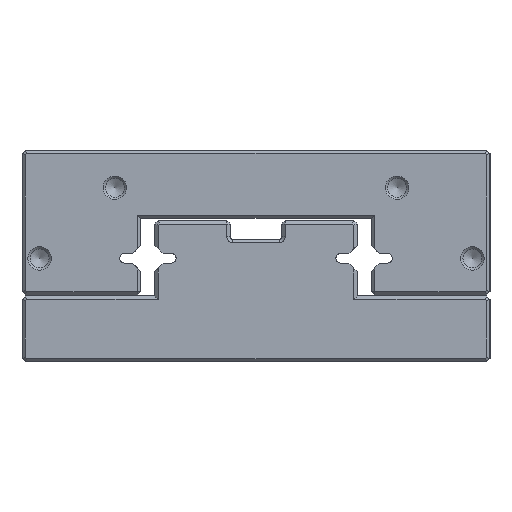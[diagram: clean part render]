
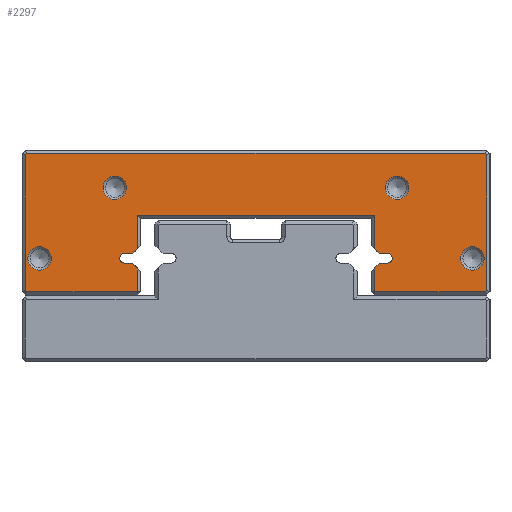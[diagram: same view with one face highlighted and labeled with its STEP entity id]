
A CAD part, left-side view. The second image highlights one B-rep face of the part: STEP entity #2297.
In plain terms, the highlighted planar face has unit normal (-1, 0, 0).
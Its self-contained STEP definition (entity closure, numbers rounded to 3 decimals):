
#1067=FACE_BOUND('',#4721,.T.);
#1068=FACE_BOUND('',#4722,.T.);
#1069=FACE_BOUND('',#4723,.T.);
#1070=FACE_BOUND('',#4724,.T.);
#1071=FACE_BOUND('',#4725,.T.);
#1713=CIRCLE('',#15622,1.);
#1734=CIRCLE('',#15651,1.);
#1740=CIRCLE('',#15663,2.5);
#1741=CIRCLE('',#15664,2.5);
#1742=CIRCLE('',#15665,2.5);
#1743=CIRCLE('',#15666,2.5);
#2297=ADVANCED_FACE('',(#1067,#1068,#1069,#1070,#1071),#3128,.T.);
#3128=PLANE('',#15667);
#4721=EDGE_LOOP('',(#7172,#7173,#7174,#7175,#7176,#7177,#7178,#7179,#7180,
#7181,#7182,#7183,#7184,#7185,#7186,#7187,#7188,#7189,#7190,#7191,#7192,
#7193,#7194,#7195));
#4722=EDGE_LOOP('',(#7196));
#4723=EDGE_LOOP('',(#7197));
#4724=EDGE_LOOP('',(#7198));
#4725=EDGE_LOOP('',(#7199));
#7172=ORIENTED_EDGE('',*,*,#11512,.F.);
#7173=ORIENTED_EDGE('',*,*,#11553,.T.);
#7174=ORIENTED_EDGE('',*,*,#11554,.T.);
#7175=ORIENTED_EDGE('',*,*,#11555,.T.);
#7176=ORIENTED_EDGE('',*,*,#11447,.F.);
#7177=ORIENTED_EDGE('',*,*,#11441,.F.);
#7178=ORIENTED_EDGE('',*,*,#11438,.F.);
#7179=ORIENTED_EDGE('',*,*,#11435,.F.);
#7180=ORIENTED_EDGE('',*,*,#11433,.F.);
#7181=ORIENTED_EDGE('',*,*,#11556,.T.);
#7182=ORIENTED_EDGE('',*,*,#11557,.T.);
#7183=ORIENTED_EDGE('',*,*,#11558,.T.);
#7184=ORIENTED_EDGE('',*,*,#11559,.T.);
#7185=ORIENTED_EDGE('',*,*,#11560,.T.);
#7186=ORIENTED_EDGE('',*,*,#11561,.T.);
#7187=ORIENTED_EDGE('',*,*,#11562,.T.);
#7188=ORIENTED_EDGE('',*,*,#11563,.T.);
#7189=ORIENTED_EDGE('',*,*,#11564,.T.);
#7190=ORIENTED_EDGE('',*,*,#11565,.T.);
#7191=ORIENTED_EDGE('',*,*,#11566,.T.);
#7192=ORIENTED_EDGE('',*,*,#11526,.F.);
#7193=ORIENTED_EDGE('',*,*,#11520,.F.);
#7194=ORIENTED_EDGE('',*,*,#11517,.F.);
#7195=ORIENTED_EDGE('',*,*,#11514,.F.);
#7196=ORIENTED_EDGE('',*,*,#11567,.T.);
#7197=ORIENTED_EDGE('',*,*,#11568,.T.);
#7198=ORIENTED_EDGE('',*,*,#11569,.T.);
#7199=ORIENTED_EDGE('',*,*,#11570,.T.);
#9895=VERTEX_POINT('',#22605);
#9896=VERTEX_POINT('',#22607);
#9897=VERTEX_POINT('',#22611);
#9899=VERTEX_POINT('',#22617);
#9901=VERTEX_POINT('',#22623);
#9906=VERTEX_POINT('',#22635);
#9950=VERTEX_POINT('',#22747);
#9951=VERTEX_POINT('',#22749);
#9952=VERTEX_POINT('',#22753);
#9954=VERTEX_POINT('',#22759);
#9956=VERTEX_POINT('',#22765);
#9961=VERTEX_POINT('',#22777);
#9984=VERTEX_POINT('',#22831);
#9985=VERTEX_POINT('',#22833);
#9986=VERTEX_POINT('',#22836);
#9987=VERTEX_POINT('',#22838);
#9988=VERTEX_POINT('',#22840);
#9989=VERTEX_POINT('',#22842);
#9990=VERTEX_POINT('',#22844);
#9991=VERTEX_POINT('',#22846);
#9992=VERTEX_POINT('',#22848);
#9993=VERTEX_POINT('',#22850);
#9994=VERTEX_POINT('',#22852);
#9995=VERTEX_POINT('',#22854);
#9996=VERTEX_POINT('',#22857);
#9997=VERTEX_POINT('',#22859);
#9998=VERTEX_POINT('',#22861);
#9999=VERTEX_POINT('',#22863);
#11433=EDGE_CURVE('',#9895,#9896,#13009,.T.);
#11435=EDGE_CURVE('',#9896,#9897,#13011,.T.);
#11438=EDGE_CURVE('',#9897,#9899,#1713,.T.);
#11441=EDGE_CURVE('',#9899,#9901,#13015,.T.);
#11447=EDGE_CURVE('',#9901,#9906,#13021,.T.);
#11512=EDGE_CURVE('',#9950,#9951,#13067,.T.);
#11514=EDGE_CURVE('',#9951,#9952,#13069,.T.);
#11517=EDGE_CURVE('',#9952,#9954,#1734,.T.);
#11520=EDGE_CURVE('',#9954,#9956,#13073,.T.);
#11526=EDGE_CURVE('',#9956,#9961,#13079,.T.);
#11553=EDGE_CURVE('',#9950,#9984,#13102,.T.);
#11554=EDGE_CURVE('',#9984,#9985,#13103,.T.);
#11555=EDGE_CURVE('',#9985,#9906,#13104,.T.);
#11556=EDGE_CURVE('',#9895,#9986,#13105,.T.);
#11557=EDGE_CURVE('',#9986,#9987,#13106,.T.);
#11558=EDGE_CURVE('',#9987,#9988,#13107,.T.);
#11559=EDGE_CURVE('',#9988,#9989,#13108,.T.);
#11560=EDGE_CURVE('',#9989,#9990,#13109,.T.);
#11561=EDGE_CURVE('',#9990,#9991,#13110,.T.);
#11562=EDGE_CURVE('',#9991,#9992,#13111,.T.);
#11563=EDGE_CURVE('',#9992,#9993,#13112,.T.);
#11564=EDGE_CURVE('',#9993,#9994,#13113,.T.);
#11565=EDGE_CURVE('',#9994,#9995,#13114,.T.);
#11566=EDGE_CURVE('',#9995,#9961,#13115,.T.);
#11567=EDGE_CURVE('',#9996,#9996,#1740,.T.);
#11568=EDGE_CURVE('',#9997,#9997,#1741,.T.);
#11569=EDGE_CURVE('',#9998,#9998,#1742,.T.);
#11570=EDGE_CURVE('',#9999,#9999,#1743,.T.);
#13009=LINE('',#22606,#14273);
#13011=LINE('',#22610,#14275);
#13015=LINE('',#22622,#14279);
#13021=LINE('',#22634,#14285);
#13067=LINE('',#22748,#14331);
#13069=LINE('',#22752,#14333);
#13073=LINE('',#22764,#14337);
#13079=LINE('',#22776,#14343);
#13102=LINE('',#22830,#14366);
#13103=LINE('',#22832,#14367);
#13104=LINE('',#22834,#14368);
#13105=LINE('',#22835,#14369);
#13106=LINE('',#22837,#14370);
#13107=LINE('',#22839,#14371);
#13108=LINE('',#22841,#14372);
#13109=LINE('',#22843,#14373);
#13110=LINE('',#22845,#14374);
#13111=LINE('',#22847,#14375);
#13112=LINE('',#22849,#14376);
#13113=LINE('',#22851,#14377);
#13114=LINE('',#22853,#14378);
#13115=LINE('',#22855,#14379);
#14273=VECTOR('',#18086,1.);
#14275=VECTOR('',#18090,1.);
#14279=VECTOR('',#18102,1.);
#14285=VECTOR('',#18110,1.);
#14331=VECTOR('',#18202,1.);
#14333=VECTOR('',#18206,1.);
#14337=VECTOR('',#18218,1.);
#14343=VECTOR('',#18226,1.);
#14366=VECTOR('',#18265,1.);
#14367=VECTOR('',#18266,1.);
#14368=VECTOR('',#18267,1.);
#14369=VECTOR('',#18268,1.);
#14370=VECTOR('',#18269,1.);
#14371=VECTOR('',#18270,1.);
#14372=VECTOR('',#18271,1.);
#14373=VECTOR('',#18272,1.);
#14374=VECTOR('',#18273,1.);
#14375=VECTOR('',#18274,1.);
#14376=VECTOR('',#18275,1.);
#14377=VECTOR('',#18276,1.);
#14378=VECTOR('',#18277,1.);
#14379=VECTOR('',#18278,1.);
#15622=AXIS2_PLACEMENT_3D('',#22616,#18095,#18096);
#15651=AXIS2_PLACEMENT_3D('',#22758,#18211,#18212);
#15663=AXIS2_PLACEMENT_3D('',#22856,#18279,#18280);
#15664=AXIS2_PLACEMENT_3D('',#22858,#18281,#18282);
#15665=AXIS2_PLACEMENT_3D('',#22860,#18283,#18284);
#15666=AXIS2_PLACEMENT_3D('',#22862,#18285,#18286);
#15667=AXIS2_PLACEMENT_3D('',#22864,#18287,#18288);
#18086=DIRECTION('',(0.,-0.707,0.707));
#18090=DIRECTION('',(0.,-1.,0.));
#18095=DIRECTION('',(-1.,0.,0.));
#18096=DIRECTION('',(0.,0.,-1.));
#18102=DIRECTION('',(0.,1.,0.));
#18110=DIRECTION('',(0.,0.707,0.707));
#18202=DIRECTION('',(0.,0.707,-0.707));
#18206=DIRECTION('',(0.,1.,0.));
#18211=DIRECTION('',(-1.,0.,0.));
#18212=DIRECTION('',(0.,0.,1.));
#18218=DIRECTION('',(0.,-1.,0.));
#18226=DIRECTION('',(0.,-0.707,-0.707));
#18265=DIRECTION('',(0.,0.,1.));
#18266=DIRECTION('',(0.,-1.,0.));
#18267=DIRECTION('',(0.,0.,-1.));
#18268=DIRECTION('',(0.,0.,-1.));
#18269=DIRECTION('',(0.,-1.,0.));
#18270=DIRECTION('',(0.,-0.707,0.707));
#18271=DIRECTION('',(0.,0.,1.));
#18272=DIRECTION('',(0.,0.707,0.707));
#18273=DIRECTION('',(0.,1.,0.));
#18274=DIRECTION('',(0.,0.707,-0.707));
#18275=DIRECTION('',(0.,0.,-1.));
#18276=DIRECTION('',(0.,-0.707,-0.707));
#18277=DIRECTION('',(0.,-1.,0.));
#18278=DIRECTION('',(0.,0.,1.));
#18279=DIRECTION('',(1.,0.,0.));
#18280=DIRECTION('',(0.,0.,-1.));
#18281=DIRECTION('',(1.,0.,0.));
#18282=DIRECTION('',(0.,0.,-1.));
#18283=DIRECTION('',(1.,0.,0.));
#18284=DIRECTION('',(0.,0.,-1.));
#18285=DIRECTION('',(1.,0.,0.));
#18286=DIRECTION('',(0.,0.,-1.));
#18287=DIRECTION('',(-1.,0.,0.));
#18288=DIRECTION('',(0.,0.,1.));
#22605=CARTESIAN_POINT('',(80.,24.55,19.957));
#22606=CARTESIAN_POINT('',(80.,25.25,19.257));
#22607=CARTESIAN_POINT('',(80.,23.507,21.));
#22610=CARTESIAN_POINT('',(80.,23.507,21.));
#22611=CARTESIAN_POINT('',(80.,21.75,21.));
#22616=CARTESIAN_POINT('',(80.,21.75,22.));
#22617=CARTESIAN_POINT('',(80.,21.75,23.));
#22622=CARTESIAN_POINT('',(80.,21.75,23.));
#22623=CARTESIAN_POINT('',(80.,23.507,23.));
#22634=CARTESIAN_POINT('',(80.,23.507,23.));
#22635=CARTESIAN_POINT('',(80.,24.55,24.043));
#22747=CARTESIAN_POINT('',(80.,74.95,24.043));
#22748=CARTESIAN_POINT('',(80.,74.25,24.743));
#22749=CARTESIAN_POINT('',(80.,75.993,23.));
#22752=CARTESIAN_POINT('',(80.,75.993,23.));
#22753=CARTESIAN_POINT('',(80.,77.75,23.));
#22758=CARTESIAN_POINT('',(80.,77.75,22.));
#22759=CARTESIAN_POINT('',(80.,77.75,21.));
#22764=CARTESIAN_POINT('',(80.,77.75,21.));
#22765=CARTESIAN_POINT('',(80.,75.993,21.));
#22776=CARTESIAN_POINT('',(80.,75.993,21.));
#22777=CARTESIAN_POINT('',(80.,74.95,19.957));
#22830=CARTESIAN_POINT('',(80.,74.95,30.5));
#22831=CARTESIAN_POINT('',(80.,74.95,31.2));
#22832=CARTESIAN_POINT('',(80.,25.25,31.2));
#22833=CARTESIAN_POINT('',(80.,24.55,31.2));
#22834=CARTESIAN_POINT('',(80.,24.55,24.743));
#22835=CARTESIAN_POINT('',(80.,24.55,14.2));
#22836=CARTESIAN_POINT('',(80.,24.55,14.9));
#22837=CARTESIAN_POINT('',(80.,0.7,14.9));
#22838=CARTESIAN_POINT('',(80.,0.99,14.9));
#22839=CARTESIAN_POINT('',(80.,7.82,8.07));
#22840=CARTESIAN_POINT('',(80.,0.7,15.19));
#22841=CARTESIAN_POINT('',(80.,0.7,44.3));
#22842=CARTESIAN_POINT('',(80.,0.7,44.01));
#22843=CARTESIAN_POINT('',(80.,0.22,43.53));
#22844=CARTESIAN_POINT('',(80.,0.99,44.3));
#22845=CARTESIAN_POINT('',(80.,98.8,44.3));
#22846=CARTESIAN_POINT('',(80.,98.51,44.3));
#22847=CARTESIAN_POINT('',(80.,71.28,71.53));
#22848=CARTESIAN_POINT('',(80.,98.8,44.01));
#22849=CARTESIAN_POINT('',(80.,98.8,14.9));
#22850=CARTESIAN_POINT('',(80.,98.8,15.19));
#22851=CARTESIAN_POINT('',(80.,63.68,-19.93));
#22852=CARTESIAN_POINT('',(80.,98.51,14.9));
#22853=CARTESIAN_POINT('',(80.,74.25,14.9));
#22854=CARTESIAN_POINT('',(80.,74.95,14.9));
#22855=CARTESIAN_POINT('',(80.,74.95,19.257));
#22856=CARTESIAN_POINT('',(80.,95.75,22.));
#22857=CARTESIAN_POINT('',(80.,95.75,19.5));
#22858=CARTESIAN_POINT('',(80.,3.75,22.));
#22859=CARTESIAN_POINT('',(80.,3.75,19.5));
#22860=CARTESIAN_POINT('',(80.,19.75,37.));
#22861=CARTESIAN_POINT('',(80.,19.75,34.5));
#22862=CARTESIAN_POINT('',(80.,79.75,37.));
#22863=CARTESIAN_POINT('',(80.,79.75,34.5));
#22864=CARTESIAN_POINT('',(80.,21.75,22.));
